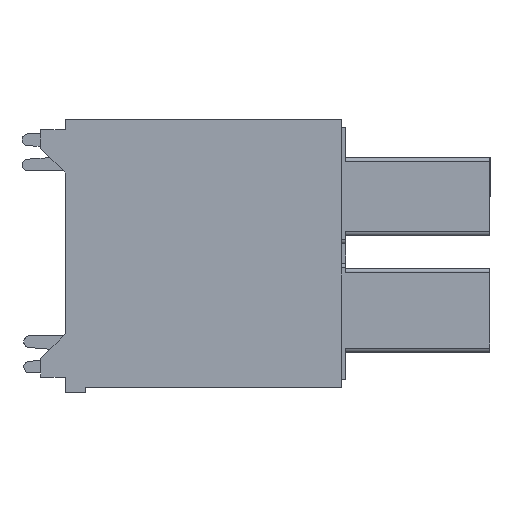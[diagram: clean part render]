
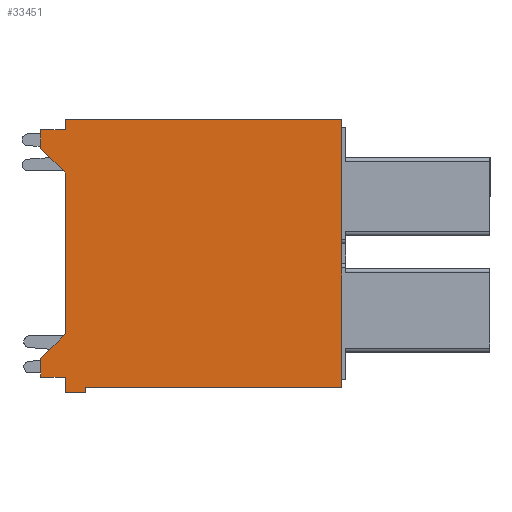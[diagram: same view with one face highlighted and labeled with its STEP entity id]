
A CAD part, left-side view. The second image highlights one B-rep face of the part: STEP entity #33451.
In plain terms, the highlighted planar face has unit normal (-1, 0, 0).
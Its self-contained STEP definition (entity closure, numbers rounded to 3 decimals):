
#4126=ORIENTED_EDGE('',*,*,#11241,.F.);
#4127=ORIENTED_EDGE('',*,*,#12775,.T.);
#4128=ORIENTED_EDGE('',*,*,#12776,.F.);
#4129=ORIENTED_EDGE('',*,*,#12777,.T.);
#4130=ORIENTED_EDGE('',*,*,#11272,.F.);
#4131=ORIENTED_EDGE('',*,*,#12778,.T.);
#4132=ORIENTED_EDGE('',*,*,#12779,.T.);
#4133=ORIENTED_EDGE('',*,*,#11090,.T.);
#4134=ORIENTED_EDGE('',*,*,#12766,.T.);
#4135=ORIENTED_EDGE('',*,*,#11855,.F.);
#4136=ORIENTED_EDGE('',*,*,#11348,.F.);
#4137=ORIENTED_EDGE('',*,*,#12780,.F.);
#4138=ORIENTED_EDGE('',*,*,#12781,.T.);
#4139=ORIENTED_EDGE('',*,*,#12782,.T.);
#11090=EDGE_CURVE('',#15946,#15992,#19238,.T.);
#11241=EDGE_CURVE('',#16133,#16134,#19349,.T.);
#11272=EDGE_CURVE('',#16164,#16165,#19380,.T.);
#11348=EDGE_CURVE('',#16240,#16241,#19456,.T.);
#11855=EDGE_CURVE('',#16241,#16592,#19963,.T.);
#12766=EDGE_CURVE('',#15992,#16592,#20721,.T.);
#12775=EDGE_CURVE('',#16133,#17128,#20730,.T.);
#12776=EDGE_CURVE('',#17129,#17128,#20731,.T.);
#12777=EDGE_CURVE('',#17129,#16165,#20732,.T.);
#12778=EDGE_CURVE('',#16164,#17130,#20733,.T.);
#12779=EDGE_CURVE('',#17130,#15946,#20734,.T.);
#12780=EDGE_CURVE('',#17131,#16240,#20735,.T.);
#12781=EDGE_CURVE('',#17131,#17132,#20736,.T.);
#12782=EDGE_CURVE('',#17132,#16134,#20737,.T.);
#15946=VERTEX_POINT('',#46060);
#15992=VERTEX_POINT('',#46152);
#16133=VERTEX_POINT('',#46465);
#16134=VERTEX_POINT('',#46467);
#16164=VERTEX_POINT('',#46528);
#16165=VERTEX_POINT('',#46530);
#16240=VERTEX_POINT('',#46681);
#16241=VERTEX_POINT('',#46683);
#16592=VERTEX_POINT('',#47664);
#17128=VERTEX_POINT('',#50661);
#17129=VERTEX_POINT('',#50663);
#17130=VERTEX_POINT('',#50666);
#17131=VERTEX_POINT('',#50669);
#17132=VERTEX_POINT('',#50671);
#19238=LINE('',#46153,#23502);
#19349=LINE('',#46466,#23613);
#19380=LINE('',#46529,#23644);
#19456=LINE('',#46682,#23720);
#19963=LINE('',#47663,#24227);
#20721=LINE('',#50644,#24985);
#20730=LINE('',#50660,#24994);
#20731=LINE('',#50662,#24995);
#20732=LINE('',#50664,#24996);
#20733=LINE('',#50665,#24997);
#20734=LINE('',#50667,#24998);
#20735=LINE('',#50668,#24999);
#20736=LINE('',#50670,#25000);
#20737=LINE('',#50672,#25001);
#23502=VECTOR('',#37179,1000.);
#23613=VECTOR('',#37412,1000.);
#23644=VECTOR('',#37445,1000.);
#23720=VECTOR('',#37523,1000.);
#24227=VECTOR('',#38276,1000.);
#24985=VECTOR('',#39796,1000.);
#24994=VECTOR('',#39809,1000.);
#24995=VECTOR('',#39810,1000.);
#24996=VECTOR('',#39811,1000.);
#24997=VECTOR('',#39812,1000.);
#24998=VECTOR('',#39813,1000.);
#24999=VECTOR('',#39814,1000.);
#25000=VECTOR('',#39815,1000.);
#25001=VECTOR('',#39816,1000.);
#28249=EDGE_LOOP('',(#4126,#4127,#4128,#4129,#4130,#4131,#4132,#4133,#4134,
#4135,#4136,#4137,#4138,#4139));
#30211=FACE_BOUND('',#28249,.T.);
#31941=PLANE('',#35346);
#33451=ADVANCED_FACE('',(#30211),#31941,.F.);
#35346=AXIS2_PLACEMENT_3D('',#50659,#39807,#39808);
#37179=DIRECTION('',(0.,-1.,0.));
#37412=DIRECTION('',(0.,0.,1.));
#37445=DIRECTION('',(0.,0.,1.));
#37523=DIRECTION('',(0.,0.,1.));
#38276=DIRECTION('',(0.,-1.,0.));
#39796=DIRECTION('',(0.,0.,1.));
#39807=DIRECTION('',(1.,0.,0.));
#39808=DIRECTION('',(0.,0.,-1.));
#39809=DIRECTION('',(0.,0.707,-0.707));
#39810=DIRECTION('',(0.,0.,1.));
#39811=DIRECTION('',(0.,-1.,0.));
#39812=DIRECTION('',(0.,-1.,0.));
#39813=DIRECTION('',(0.,0.,1.));
#39814=DIRECTION('',(0.,-1.,0.));
#39815=DIRECTION('',(0.,0.,-1.));
#39816=DIRECTION('',(0.,-0.707,-0.707));
#46060=CARTESIAN_POINT('',(-17.9,12.4,-6.5));
#46152=CARTESIAN_POINT('',(-17.9,0.,-6.5));
#46153=CARTESIAN_POINT('',(-17.9,13.4,-6.5));
#46465=CARTESIAN_POINT('',(-17.9,13.4,-3.9));
#46466=CARTESIAN_POINT('',(-17.9,13.4,-6.5));
#46467=CARTESIAN_POINT('',(-17.9,13.4,3.9));
#46528=CARTESIAN_POINT('',(-17.9,13.4,-6.75));
#46529=CARTESIAN_POINT('',(-17.9,13.4,-6.5));
#46530=CARTESIAN_POINT('',(-17.9,13.4,-6.));
#46681=CARTESIAN_POINT('',(-17.9,13.4,6.));
#46682=CARTESIAN_POINT('',(-17.9,13.4,-6.5));
#46683=CARTESIAN_POINT('',(-17.9,13.4,6.5));
#47663=CARTESIAN_POINT('',(-17.9,13.4,6.5));
#47664=CARTESIAN_POINT('',(-17.9,0.,6.5));
#50644=CARTESIAN_POINT('',(-17.9,0.,-6.5));
#50659=CARTESIAN_POINT('',(-17.9,13.4,-6.5));
#50660=CARTESIAN_POINT('',(-17.9,14.6,-5.1));
#50661=CARTESIAN_POINT('',(-17.9,14.6,-5.1));
#50662=CARTESIAN_POINT('',(-17.9,14.6,-6.));
#50663=CARTESIAN_POINT('',(-17.9,14.6,-6.));
#50664=CARTESIAN_POINT('',(-17.9,14.6,-6.));
#50665=CARTESIAN_POINT('',(-17.9,12.4,-6.75));
#50666=CARTESIAN_POINT('',(-17.9,12.4,-6.75));
#50667=CARTESIAN_POINT('',(-17.9,12.4,-6.5));
#50668=CARTESIAN_POINT('',(-17.9,14.6,6.));
#50669=CARTESIAN_POINT('',(-17.9,14.6,6.));
#50670=CARTESIAN_POINT('',(-17.9,14.6,6.));
#50671=CARTESIAN_POINT('',(-17.9,14.6,5.1));
#50672=CARTESIAN_POINT('',(-17.9,13.4,3.9));
